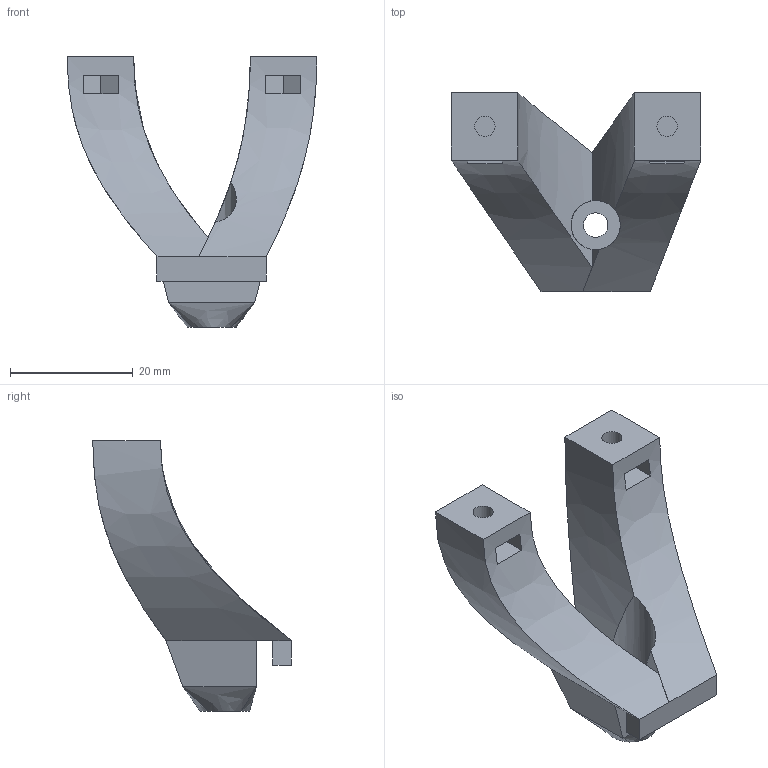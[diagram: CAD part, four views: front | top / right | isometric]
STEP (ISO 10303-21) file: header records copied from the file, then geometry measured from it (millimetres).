
FILE_DESCRIPTION(/* description */ (''),/* implementation_level */ '2;1');
FILE_NAME(/* name */ 'PlatformMounts_opt_v2.step',/* time_stamp */ '2023-09-27T15:24:18+02:00',/* author */ (''),/* organization */ (''),/* preprocessor_version */ 'ST-DEVELOPER v20',/* originating_system */ 'Autodesk Translation Framework v12.9.0.99',/* authorisation */ '');
FILE_SCHEMA (('AUTOMOTIVE_DESIGN { 1 0 10303 214 3 1 1 }'));
Length unit declared in the file: millimetre
Products named in the file (1): PlatformMounts
Bounding box: 40.6 x 32.3 x 44 mm (x, y, z)
Volume: 11002.8 mm3; surface area: 5326.8 mm2
Topology: 1 solids, 1 shells, 43 faces, 103 edges, 64 vertices
Faces by surface type: plane 26, bspline 13, cylinder 4
Full cylindrical faces by diameter (mm): 3.3 x2, 4 x1, 8 x1
Entity records: 1517 total; most frequent: CARTESIAN_POINT 558, ORIENTED_EDGE 206, DIRECTION 150, EDGE_CURVE 103, LINE 66, VECTOR 66, VERTEX_POINT 64, EDGE_LOOP 51
